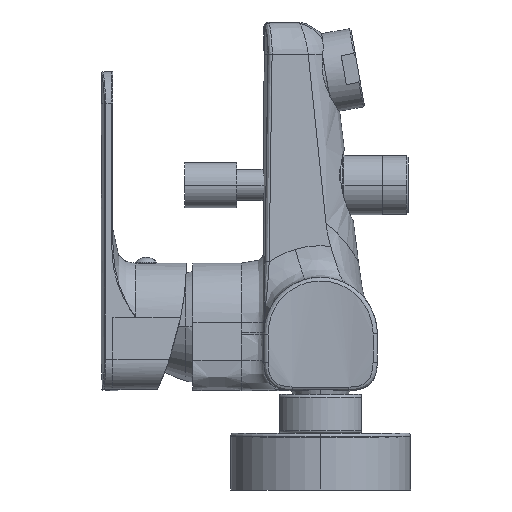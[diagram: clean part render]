
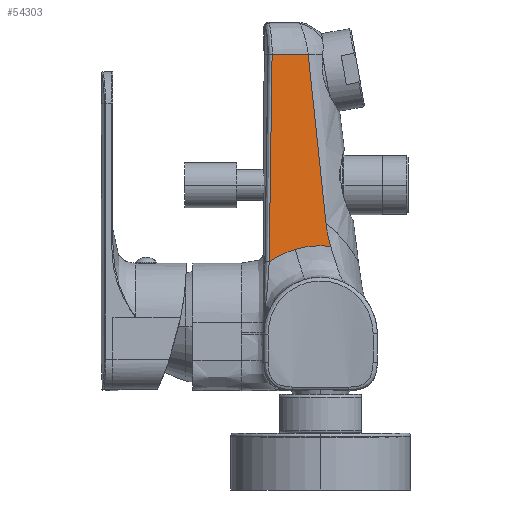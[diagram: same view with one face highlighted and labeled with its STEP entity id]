
A CAD part, left-side view. The second image highlights one B-rep face of the part: STEP entity #54303.
In plain terms, the highlighted free-form (B-spline) face has degree [3, 3] with [7, 8] control points.
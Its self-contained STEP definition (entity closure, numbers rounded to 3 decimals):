
#4413=DIRECTION('',(0.072,0.104,0.992));
#4414=VECTOR('',#4413,60.21);
#4415=CARTESIAN_POINT('',(-23.175,-1.913,
38.845));
#4416=LINE('',#4415,#4414);
#4792=CARTESIAN_POINT('',(-18.831,4.371,98.568));
#4843=CARTESIAN_POINT('',(-18.831,17.102,98.568));
#4844=CARTESIAN_POINT('',(-19.318,17.193,91.877));
#4845=CARTESIAN_POINT('',(-20.36,17.39,77.545));
#4846=CARTESIAN_POINT('',(-22.125,17.731,53.282));
#4847=CARTESIAN_POINT('',(-23.448,17.991,35.087));
#4848=CARTESIAN_POINT('',(-24.146,18.13,25.498));
#4850=DIRECTION('',(0.,-1.,0.));
#4851=VECTOR('',#4850,12.732);
#4852=CARTESIAN_POINT('',(-18.831,17.102,98.568));
#4853=LINE('',#4852,#4851);
#4854=CARTESIAN_POINT('',(-23.751,-3.569,
30.93));
#4855=CARTESIAN_POINT('',(-23.748,-3.229,
30.968));
#4856=CARTESIAN_POINT('',(-23.743,-2.545,
31.034));
#4857=CARTESIAN_POINT('',(-23.738,-1.505,
31.1));
#4858=CARTESIAN_POINT('',(-23.736,-0.456,
31.132));
#4859=CARTESIAN_POINT('',(-23.736,0.6,
31.13));
#4860=CARTESIAN_POINT('',(-23.739,1.659,31.092));
#4861=CARTESIAN_POINT('',(-23.744,2.719,31.02));
#4862=CARTESIAN_POINT('',(-23.752,3.777,30.912));
#4863=CARTESIAN_POINT('',(-23.762,4.829,30.769));
#4864=CARTESIAN_POINT('',(-23.775,5.873,30.592));
#4865=CARTESIAN_POINT('',(-23.79,6.907,30.381));
#4866=CARTESIAN_POINT('',(-23.808,7.926,30.138));
#4867=CARTESIAN_POINT('',(-23.821,8.594,29.956));
#4868=CARTESIAN_POINT('',(-23.828,8.926,29.859));
#4870=CARTESIAN_POINT('',(-23.828,8.926,29.859));
#4871=CARTESIAN_POINT('',(-23.836,9.263,29.761));
#4872=CARTESIAN_POINT('',(-23.851,9.933,29.555));
#4873=CARTESIAN_POINT('',(-23.875,10.923,29.214));
#4874=CARTESIAN_POINT('',(-23.902,11.895,28.843));
#4875=CARTESIAN_POINT('',(-23.931,12.85,28.442));
#4876=CARTESIAN_POINT('',(-23.963,13.785,28.014));
#4877=CARTESIAN_POINT('',(-23.996,14.699,27.56));
#4878=CARTESIAN_POINT('',(-24.031,15.591,27.08));
#4879=CARTESIAN_POINT('',(-24.067,16.462,26.577));
#4880=CARTESIAN_POINT('',(-24.105,17.309,26.05));
#4881=CARTESIAN_POINT('',(-24.132,17.859,25.685));
#4882=CARTESIAN_POINT('',(-24.146,18.13,25.498));
#4906=CARTESIAN_POINT('',(-23.751,-3.569,
30.93));
#4907=CARTESIAN_POINT('',(-23.724,-3.453,
31.298));
#4908=CARTESIAN_POINT('',(-23.67,-3.232,
32.037));
#4909=CARTESIAN_POINT('',(-23.589,-2.931,
33.15));
#4910=CARTESIAN_POINT('',(-23.508,-2.661,
34.27));
#4911=CARTESIAN_POINT('',(-23.426,-2.424,
35.398));
#4912=CARTESIAN_POINT('',(-23.343,-2.219,
36.536));
#4913=CARTESIAN_POINT('',(-23.259,-2.047,
37.683));
#4914=CARTESIAN_POINT('',(-23.203,-1.954,
38.457));
#4915=CARTESIAN_POINT('',(-23.175,-1.913,
38.845));
#5946=CARTESIAN_POINT('',(-24.146,18.13,25.498));
#41431=VERTEX_POINT('',#4906);
#41432=VERTEX_POINT('',#4915);
#41487=VERTEX_POINT('',#4792);
#41496=VERTEX_POINT('',#4868);
#41501=VERTEX_POINT('',#5946);
#41503=VERTEX_POINT('',#4843);
#54235=CARTESIAN_POINT('',(-24.252,18.592,
24.037));
#54236=CARTESIAN_POINT('',(-24.252,18.074,
24.037));
#54237=CARTESIAN_POINT('',(-24.252,15.848,
24.037));
#54238=CARTESIAN_POINT('',(-24.252,11.057,
24.037));
#54239=CARTESIAN_POINT('',(-24.252,5.075,
24.037));
#54240=CARTESIAN_POINT('',(-24.252,-0.487,
24.037));
#54241=CARTESIAN_POINT('',(-24.252,-3.486,
24.037));
#54242=CARTESIAN_POINT('',(-24.252,-4.775,
24.037));
#54243=CARTESIAN_POINT('',(-24.038,18.559,
26.977));
#54244=CARTESIAN_POINT('',(-24.038,18.05,
26.977));
#54245=CARTESIAN_POINT('',(-24.038,15.857,
26.977));
#54246=CARTESIAN_POINT('',(-24.038,11.141,
26.977));
#54247=CARTESIAN_POINT('',(-24.038,5.252,
26.977));
#54248=CARTESIAN_POINT('',(-24.038,-0.224,
26.977));
#54249=CARTESIAN_POINT('',(-24.038,-3.176,
26.977));
#54250=CARTESIAN_POINT('',(-24.038,-4.445,
26.977));
#54251=CARTESIAN_POINT('',(-23.028,18.404,
40.868));
#54252=CARTESIAN_POINT('',(-23.028,17.932,
40.868));
#54253=CARTESIAN_POINT('',(-23.028,15.903,
40.868));
#54254=CARTESIAN_POINT('',(-23.028,11.538,
40.868));
#54255=CARTESIAN_POINT('',(-23.028,6.087,
40.868));
#54256=CARTESIAN_POINT('',(-23.028,1.019,
40.868));
#54257=CARTESIAN_POINT('',(-23.028,-1.714,
40.868));
#54258=CARTESIAN_POINT('',(-23.028,-2.888,
40.868));
#54259=CARTESIAN_POINT('',(-21.486,18.166,
62.061));
#54260=CARTESIAN_POINT('',(-21.486,17.752,
62.061));
#54261=CARTESIAN_POINT('',(-21.486,15.972,
62.061));
#54262=CARTESIAN_POINT('',(-21.486,12.143,
62.061));
#54263=CARTESIAN_POINT('',(-21.486,7.361,
62.061));
#54264=CARTESIAN_POINT('',(-21.486,2.915,
62.061));
#54265=CARTESIAN_POINT('',(-21.486,0.518,
62.061));
#54266=CARTESIAN_POINT('',(-21.486,-0.513,
62.061));
#54267=CARTESIAN_POINT('',(-19.858,17.916,
84.452));
#54268=CARTESIAN_POINT('',(-19.858,17.563,
84.452));
#54269=CARTESIAN_POINT('',(-19.858,16.046,
84.452));
#54270=CARTESIAN_POINT('',(-19.858,12.782,
84.452));
#54271=CARTESIAN_POINT('',(-19.858,8.707,
84.452));
#54272=CARTESIAN_POINT('',(-19.858,4.918,
84.452));
#54273=CARTESIAN_POINT('',(-19.858,2.875,
84.452));
#54274=CARTESIAN_POINT('',(-19.858,1.997,
84.452));
#54275=CARTESIAN_POINT('',(-19.026,17.787,
95.892));
#54276=CARTESIAN_POINT('',(-19.026,17.466,
95.892));
#54277=CARTESIAN_POINT('',(-19.026,16.083,
95.892));
#54278=CARTESIAN_POINT('',(-19.026,13.109,
95.892));
#54279=CARTESIAN_POINT('',(-19.026,9.395,
95.892));
#54280=CARTESIAN_POINT('',(-19.026,5.942,
95.892));
#54281=CARTESIAN_POINT('',(-19.026,4.08,
95.892));
#54282=CARTESIAN_POINT('',(-19.026,3.279,
95.892));
#54283=CARTESIAN_POINT('',(-18.725,17.741,
100.029));
#54284=CARTESIAN_POINT('',(-18.725,17.431,
100.029));
#54285=CARTESIAN_POINT('',(-18.725,16.097,
100.029));
#54286=CARTESIAN_POINT('',(-18.725,13.227,
100.029));
#54287=CARTESIAN_POINT('',(-18.725,9.644,
100.029));
#54288=CARTESIAN_POINT('',(-18.725,6.312,
100.029));
#54289=CARTESIAN_POINT('',(-18.725,4.516,
100.029));
#54290=CARTESIAN_POINT('',(-18.725,3.743,
100.029));
#54291=B_SPLINE_SURFACE_WITH_KNOTS('',3,3,((#54235,#54236,#54237,#54238,#54239,
#54240,#54241,#54242),(#54243,#54244,#54245,#54246,#54247,#54248,#54249,#54250),
(#54251,#54252,#54253,#54254,#54255,#54256,#54257,#54258),(#54259,#54260,#54261,
#54262,#54263,#54264,#54265,#54266),(#54267,#54268,#54269,#54270,#54271,#54272,
#54273,#54274),(#54275,#54276,#54277,#54278,#54279,#54280,#54281,#54282),
(#54283,#54284,#54285,#54286,#54287,#54288,#54289,#54290)),.UNSPECIFIED.,.F.,
.F.,.F.,(4,1,1,1,4),(4,1,1,1,1,4),(0.244,0.333,
0.667,0.889,1.015),(0.044,
0.111,0.333,0.667,0.889,
1.057),.UNSPECIFIED.);
#54292=ORIENTED_EDGE('',*,*,#54218,.F.);
#54293=ORIENTED_EDGE('',*,*,#54001,.T.);
#54294=ORIENTED_EDGE('',*,*,#53475,.F.);
#54296=ORIENTED_EDGE('',*,*,#54295,.F.);
#54298=ORIENTED_EDGE('',*,*,#54297,.T.);
#54300=ORIENTED_EDGE('',*,*,#54299,.T.);
#54301=EDGE_LOOP('',(#54292,#54293,#54294,#54296,#54298,#54300));
#54302=FACE_OUTER_BOUND('',#54301,.F.);
#54303=ADVANCED_FACE('',(#54302),#54291,.F.);
#4849=B_SPLINE_CURVE_WITH_KNOTS('',3,(#4843,#4844,#4845,#4846,#4847,#4848),
.UNSPECIFIED.,.F.,.F.,(4,1,1,4),(0.,0.333,0.667,1.),
.UNSPECIFIED.);
#4869=B_SPLINE_CURVE_WITH_KNOTS('',3,(#4854,#4855,#4856,#4857,#4858,#4859,#4860,
#4861,#4862,#4863,#4864,#4865,#4866,#4867,#4868),.UNSPECIFIED.,.F.,.F.,(4,1,1,1,
1,1,1,1,1,1,1,1,4),(0.,0.083,0.167,0.25,
0.333,0.417,0.5,0.583,0.667,
0.75,0.833,0.917,1.),.UNSPECIFIED.);
#4883=B_SPLINE_CURVE_WITH_KNOTS('',3,(#4870,#4871,#4872,#4873,#4874,#4875,#4876,
#4877,#4878,#4879,#4880,#4881,#4882),.UNSPECIFIED.,.F.,.F.,(4,1,1,1,1,1,1,1,1,1,
4),(0.,0.1,0.2,0.3,0.4,0.5,0.6,0.7,0.8,0.9,1.),
.UNSPECIFIED.);
#4916=B_SPLINE_CURVE_WITH_KNOTS('',3,(#4906,#4907,#4908,#4909,#4910,#4911,#4912,
#4913,#4914,#4915),.UNSPECIFIED.,.F.,.F.,(4,1,1,1,1,1,1,4),(0.,
0.143,0.286,0.429,0.571,
0.714,0.857,1.),.UNSPECIFIED.);
#53475=EDGE_CURVE('',#41432,#41487,#4416,.T.);
#54001=EDGE_CURVE('',#41503,#41487,#4853,.T.);
#54218=EDGE_CURVE('',#41503,#41501,#4849,.T.);
#54295=EDGE_CURVE('',#41431,#41432,#4916,.T.);
#54297=EDGE_CURVE('',#41431,#41496,#4869,.T.);
#54299=EDGE_CURVE('',#41496,#41501,#4883,.T.);
